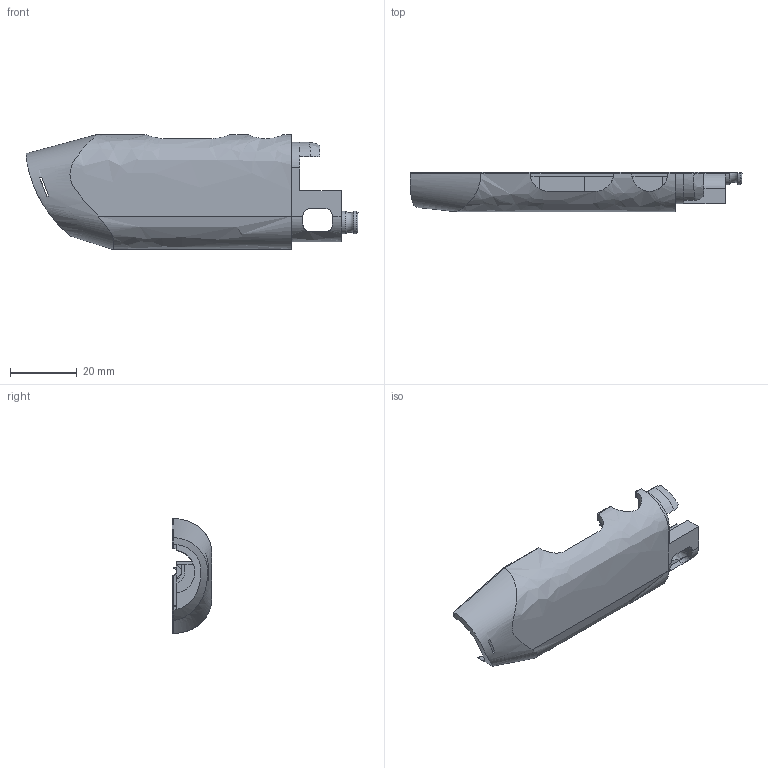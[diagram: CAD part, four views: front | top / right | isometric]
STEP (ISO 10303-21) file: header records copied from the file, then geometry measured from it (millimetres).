
FILE_DESCRIPTION(/* description */ (''),/* implementation_level */ '2;1');
FILE_NAME(/* name */ '3D_DRAW_R.step',/* time_stamp */ '2020-03-10T16:30:30+01:00',/* author */ (''),/* organization */ (''),/* preprocessor_version */ 'ST-DEVELOPER v18',/* originating_system */ 'Autodesk Translation Framework v8.12.0.6',/* authorisation */ '');
FILE_SCHEMA (('AUTOMOTIVE_DESIGN { 1 0 10303 214 3 1 1 }'));
Length unit declared in the file: millimetre
Products named in the file (1): KIT2_R_upravy3
Bounding box: 99.56 x 11.7 x 34.41 mm (x, y, z)
Volume: 14699.8 mm3; surface area: 9527.6 mm2
Topology: 1 solids, 1 shells, 241 faces, 657 edges, 417 vertices
Faces by surface type: plane 179, bspline 33, cylinder 26, cone 2, torus 1
Full cylindrical faces by diameter (mm): 2.9 x2
Entity records: 12625 total; most frequent: CARTESIAN_POINT 6711, ORIENTED_EDGE 1314, DIRECTION 1072, EDGE_CURVE 657, LINE 500, VECTOR 500, VERTEX_POINT 417, AXIS2_PLACEMENT_3D 286
